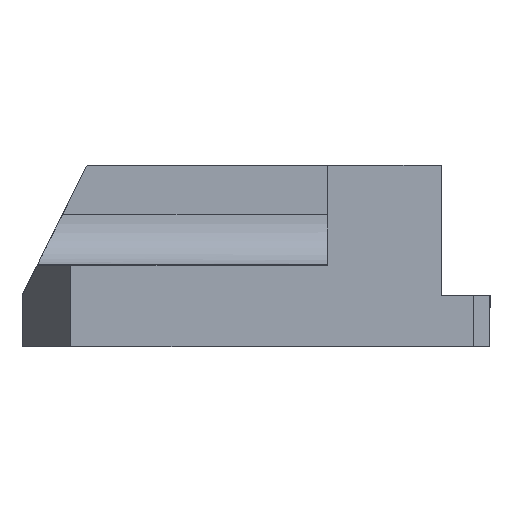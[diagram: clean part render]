
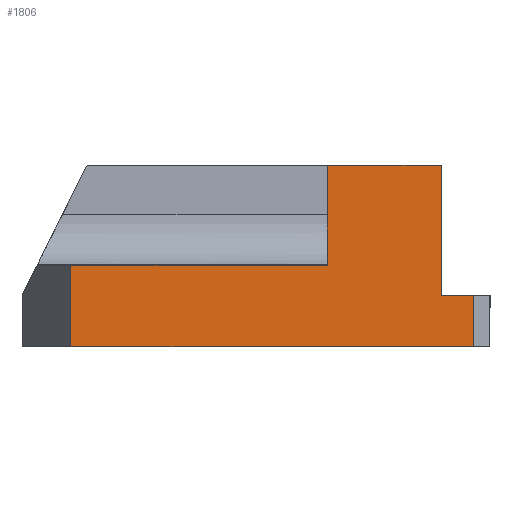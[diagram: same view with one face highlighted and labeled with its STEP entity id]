
A CAD part, left-side view. The second image highlights one B-rep face of the part: STEP entity #1806.
In plain terms, the highlighted planar face has unit normal (-1, 0, 0).
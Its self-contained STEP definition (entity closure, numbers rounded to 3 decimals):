
#414 = LINE ( 'NONE', #415, #2773 ) ;
#415 = CARTESIAN_POINT ( 'NONE',  ( -20., 0., 0. ) ) ;
#416 = DIRECTION ( 'NONE',  ( 0., -1., 0. ) ) ;
#549 = PLANE ( 'NONE',  #2540 ) ;
#553 = CARTESIAN_POINT ( 'NONE',  ( -20., 0., 11.15 ) ) ;
#554 = DIRECTION ( 'NONE',  ( 1., 0., 0. ) ) ;
#555 = DIRECTION ( 'NONE',  ( 0., 0., -1. ) ) ;
#744 = CARTESIAN_POINT ( 'NONE',  ( -20., 1., 3.15 ) ) ;
#745 = CARTESIAN_POINT ( 'NONE',  ( -20., 25.8, 5. ) ) ;
#752 = CARTESIAN_POINT ( 'NONE',  ( -20., 3., 11.15 ) ) ;
#753 = CARTESIAN_POINT ( 'NONE',  ( -20., 3., 3.15 ) ) ;
#757 = CARTESIAN_POINT ( 'NONE',  ( -20., 10., 11.15 ) ) ;
#758 = CARTESIAN_POINT ( 'NONE',  ( -20., 10., 5. ) ) ;
#816 = CARTESIAN_POINT ( 'NONE',  ( -20., 25.8, 0. ) ) ;
#817 = CARTESIAN_POINT ( 'NONE',  ( -20., 1., 0. ) ) ;
#1580 = VECTOR ( 'NONE', #3179, 1000. ) ;
#1590 = VECTOR ( 'NONE', #3158, 1000. ) ;
#1604 = VECTOR ( 'NONE', #3140, 1000. ) ;
#1605 = VECTOR ( 'NONE', #3146, 1000. ) ;
#1609 = VECTOR ( 'NONE', #3143, 1000. ) ;
#1613 = VECTOR ( 'NONE', #3149, 1000. ) ;
#1641 = VECTOR ( 'NONE', #3206, 1000. ) ;
#1760 = EDGE_CURVE ( 'NONE', #2085, #2086, #414, .T. ) ;
#1806 = ADVANCED_FACE ( 'NONE', ( #2543 ), #549, .F. ) ;
#1927 = ORIENTED_EDGE ( 'NONE', *, *, #2928, .F. ) ;
#1928 = ORIENTED_EDGE ( 'NONE', *, *, #2944, .F. ) ;
#1929 = ORIENTED_EDGE ( 'NONE', *, *, #2922, .T. ) ;
#1930 = ORIENTED_EDGE ( 'NONE', *, *, #2923, .F. ) ;
#1931 = ORIENTED_EDGE ( 'NONE', *, *, #2935, .T. ) ;
#1932 = ORIENTED_EDGE ( 'NONE', *, *, #2925, .T. ) ;
#1933 = ORIENTED_EDGE ( 'NONE', *, *, #1760, .T. ) ;
#1934 = ORIENTED_EDGE ( 'NONE', *, *, #2924, .F. ) ;
#1991 = VERTEX_POINT ( 'NONE', #744 ) ;
#1992 = VERTEX_POINT ( 'NONE', #745 ) ;
#2021 = VERTEX_POINT ( 'NONE', #752 ) ;
#2022 = VERTEX_POINT ( 'NONE', #753 ) ;
#2026 = VERTEX_POINT ( 'NONE', #757 ) ;
#2027 = VERTEX_POINT ( 'NONE', #758 ) ;
#2085 = VERTEX_POINT ( 'NONE', #816 ) ;
#2086 = VERTEX_POINT ( 'NONE', #817 ) ;
#2224 = EDGE_LOOP ( 'NONE', ( #1933, #1932, #1934, #1931, #1930, #1928, #1927, #1929 ) ) ;
#2540 = AXIS2_PLACEMENT_3D ( 'NONE', #553, #554, #555 ) ;
#2543 = FACE_OUTER_BOUND ( 'NONE', #2224, .T. ) ;
#2773 = VECTOR ( 'NONE', #416, 1000. ) ;
#2922 = EDGE_CURVE ( 'NONE', #1992, #2085, #3138, .T. ) ;
#2923 = EDGE_CURVE ( 'NONE', #2026, #2021, #3141, .T. ) ;
#2924 = EDGE_CURVE ( 'NONE', #2022, #1991, #3144, .T. ) ;
#2925 = EDGE_CURVE ( 'NONE', #2086, #1991, #3147, .T. ) ;
#2928 = EDGE_CURVE ( 'NONE', #1992, #2027, #3156, .T. ) ;
#2935 = EDGE_CURVE ( 'NONE', #2022, #2021, #3177, .T. ) ;
#2944 = EDGE_CURVE ( 'NONE', #2027, #2026, #3204, .T. ) ;
#3138 = LINE ( 'NONE', #3139, #1604 ) ;
#3139 = CARTESIAN_POINT ( 'NONE',  ( -20., 25.8, 11.15 ) ) ;
#3140 = DIRECTION ( 'NONE',  ( 0., 0., -1. ) ) ;
#3141 = LINE ( 'NONE', #3142, #1609 ) ;
#3142 = CARTESIAN_POINT ( 'NONE',  ( -20., 0., 11.15 ) ) ;
#3143 = DIRECTION ( 'NONE',  ( 0., -1., 0. ) ) ;
#3144 = LINE ( 'NONE', #3145, #1605 ) ;
#3145 = CARTESIAN_POINT ( 'NONE',  ( -20., 0., 3.15 ) ) ;
#3146 = DIRECTION ( 'NONE',  ( 0., -1., 0. ) ) ;
#3147 = LINE ( 'NONE', #3148, #1613 ) ;
#3148 = CARTESIAN_POINT ( 'NONE',  ( -20., 1., 11.15 ) ) ;
#3149 = DIRECTION ( 'NONE',  ( 0., 0., 1. ) ) ;
#3156 = LINE ( 'NONE', #3157, #1590 ) ;
#3157 = CARTESIAN_POINT ( 'NONE',  ( -20., 28.8, 5. ) ) ;
#3158 = DIRECTION ( 'NONE',  ( 0., -1., 0. ) ) ;
#3177 = LINE ( 'NONE', #3178, #1580 ) ;
#3178 = CARTESIAN_POINT ( 'NONE',  ( -20., 3., 3.15 ) ) ;
#3179 = DIRECTION ( 'NONE',  ( 0., 0., 1. ) ) ;
#3204 = LINE ( 'NONE', #3205, #1641 ) ;
#3205 = CARTESIAN_POINT ( 'NONE',  ( -20., 10., -23.145 ) ) ;
#3206 = DIRECTION ( 'NONE',  ( 0., 0., 1. ) ) ;
